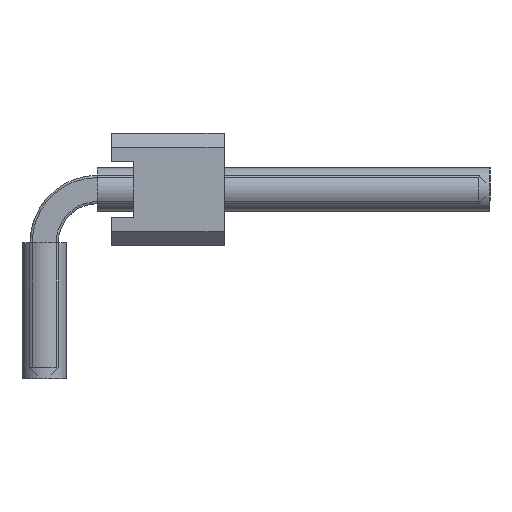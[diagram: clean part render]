
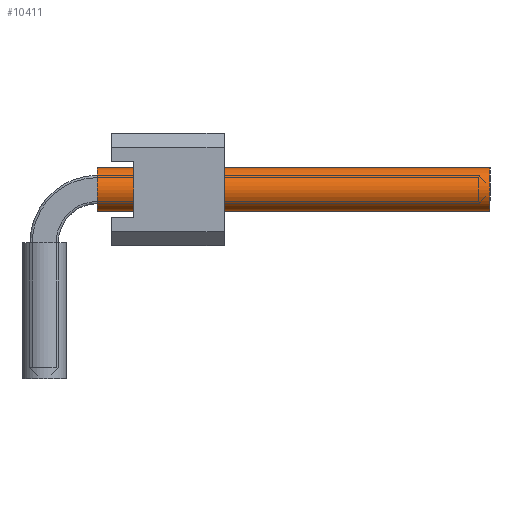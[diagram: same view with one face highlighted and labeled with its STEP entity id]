
A CAD part, left-side view. The second image highlights one B-rep face of the part: STEP entity #10411.
In plain terms, the highlighted cylindrical face has radius 0.5 mm (diameter 1 mm), a full revolution.
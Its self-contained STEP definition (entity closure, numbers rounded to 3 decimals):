
#5868=ORIENTED_EDGE('',*,*,#7352,.F.);
#5869=ORIENTED_EDGE('',*,*,#7353,.T.);
#7352=EDGE_CURVE('',#8340,#8340,#8624,.T.);
#7353=EDGE_CURVE('',#8341,#8341,#8625,.T.);
#8340=VERTEX_POINT('',#17121);
#8341=VERTEX_POINT('',#17123);
#8624=CIRCLE('',#11255,0.5);
#8625=CIRCLE('',#11256,0.5);
#9194=EDGE_LOOP('',(#5868));
#9195=EDGE_LOOP('',(#5869));
#9764=FACE_BOUND('',#9194,.T.);
#9765=FACE_BOUND('',#9195,.T.);
#9909=CYLINDRICAL_SURFACE('',#11254,0.5);
#10411=ADVANCED_FACE('',(#9764,#9765),#9909,.F.);
#11254=AXIS2_PLACEMENT_3D('',#17119,#14076,#14077);
#11255=AXIS2_PLACEMENT_3D('',#17120,#14078,#14079);
#11256=AXIS2_PLACEMENT_3D('',#17122,#14080,#14081);
#14076=DIRECTION('',(1.,0.,0.));
#14077=DIRECTION('',(0.,0.,-1.));
#14078=DIRECTION('',(-1.,0.,0.));
#14079=DIRECTION('',(0.,0.,1.));
#14080=DIRECTION('',(-1.,0.,0.));
#14081=DIRECTION('',(0.,0.,1.));
#17119=CARTESIAN_POINT('',(1.2,0.,4.27));
#17120=CARTESIAN_POINT('',(10.06,0.,4.27));
#17121=CARTESIAN_POINT('',(10.06,0.,4.77));
#17122=CARTESIAN_POINT('',(1.2,0.,4.27));
#17123=CARTESIAN_POINT('',(1.2,0.,4.77));
